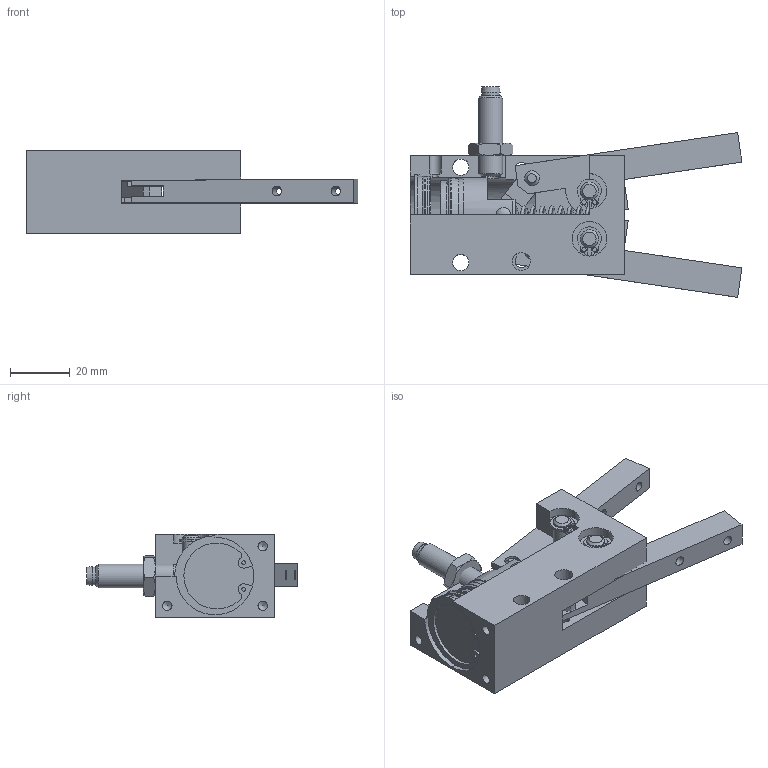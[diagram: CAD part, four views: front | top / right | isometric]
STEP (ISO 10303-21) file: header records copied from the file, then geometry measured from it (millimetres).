
FILE_DESCRIPTION(('HOOPS Exchange Step'),'2;1');
FILE_NAME('pince_shrader.step','2018-12-28T16:19:28+00:00',('SYSTEM'),('Unknown organisation'),'HOOPS Exchange 10.0','HOOPS Exchange','Unknown authorisation');
FILE_SCHEMA( ('AUTOMOTIVE_DESIGN { 1 0 10303 214 1 1 1 1 }') );
Length unit declared in the file: millimetre
Products named in the file (20): Corps-1; Capteur-1; Axe rainure-1; Anneau elastique-1; Bouchon-1; Anneau elastique du bouchon-1; Joint torrique-1; ressort-1; Ecrou Hm M8-1; CE_Corps-1; Piston-1; Axe de 5-1; Joint en U 25x17x5,5-1; CE_Piston-1; Doigt-1; Axe court -1; CE_Doigt-1; Biellette-1; Défaut; pince_shrader
Assembly tree (26 placements, depth 4):
  pince_shrader
    Défaut
      CE_Corps-1
        Corps-1
        Capteur-1
        Axe rainure-1  x2
        Anneau elastique-1  x4
        Bouchon-1
        Anneau elastique du bouchon-1
        Joint torrique-1
        ressort-1  x2
        Ecrou Hm M8-1
      CE_Piston-1
        Piston-1
        Axe de 5-1
        Joint en U 25x17x5,5-1
      CE_Doigt-1  x2
        Doigt-1
        Axe court -1
      Biellette-1  x2
Bounding box: 111.23 x 70.6 x 28 mm (x, y, z)
Volume: 63108.3 mm3; surface area: 37931.5 mm2
Topology: 23 solids, 23 shells, 367 faces, 950 edges, 643 vertices
Faces by surface type: plane 175, cylinder 135, cone 38, bspline 10, torus 7, sphere 2
Full cylindrical faces by diameter (mm): 1.227 x2, 1.5 x8, 3.2 x7, 4 x3, 5 x13, 5.4 x4, 5.5 x2, 5.9 x1, 6 x12, 6.4 x1, 6.8 x2, 8 x1, 10.4 x1, 11.6 x3, 16.7 x1, 17 x1, 20.3 x1, 23 x3, 24.1 x1, 25 x1, 26 x3
Entity records: 13322 total; most frequent: CARTESIAN_POINT 6565, DIRECTION 1416, ORIENTED_EDGE 1232, EDGE_CURVE 616, AXIS2_PLACEMENT_3D 557, VERTEX_POINT 417, EDGE_LOOP 313, FACE_BOUND 313
